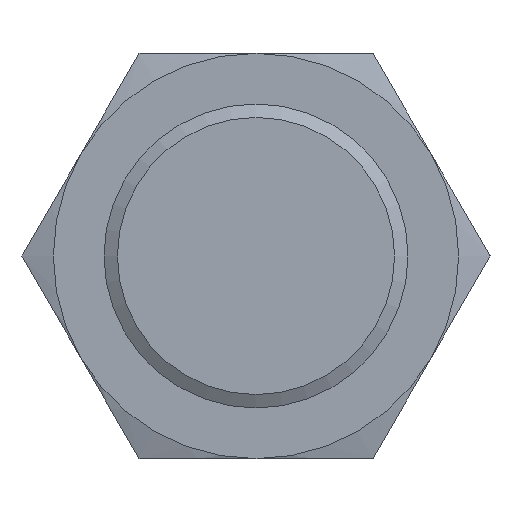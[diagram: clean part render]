
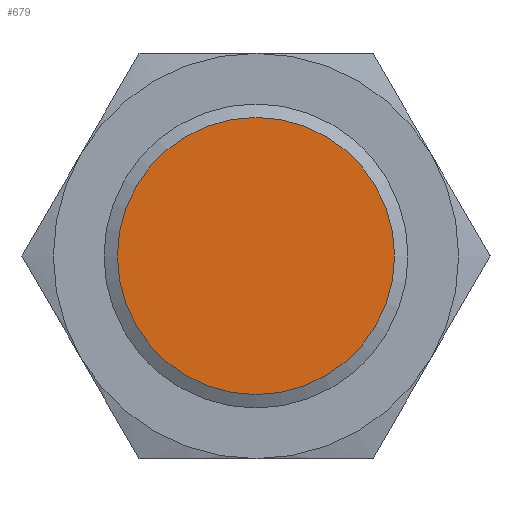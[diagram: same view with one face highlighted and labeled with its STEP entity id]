
A CAD part, front view. The second image highlights one B-rep face of the part: STEP entity #679.
In plain terms, the highlighted planar face has unit normal (0, -1, 0).
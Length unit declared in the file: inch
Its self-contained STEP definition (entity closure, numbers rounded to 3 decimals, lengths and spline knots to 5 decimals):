
#10 = CARTESIAN_POINT ( 'NONE',  ( 0., -1.9685, 0. ) ) ;
#88 = EDGE_CURVE ( 'NONE', #1794, #1794, #1050, .T. ) ;
#176 = DIRECTION ( 'NONE',  ( 0., -1., 0. ) ) ;
#382 = DIRECTION ( 'NONE',  ( 0., -1., 0. ) ) ;
#485 = ORIENTED_EDGE ( 'NONE', *, *, #88, .T. ) ;
#556 = DIRECTION ( 'NONE',  ( 0., 0., -1. ) ) ;
#567 = FACE_OUTER_BOUND ( 'NONE', #1100, .T. ) ;
#631 = DIRECTION ( 'NONE',  ( 0., 0., -1. ) ) ;
#679 = ADVANCED_FACE ( 'NONE', ( #567 ), #2127, .T. ) ;
#1050 = CIRCLE ( 'NONE', #1092, 0.32296 ) ;
#1092 = AXIS2_PLACEMENT_3D ( 'NONE', #2520, #176, #631 ) ;
#1100 = EDGE_LOOP ( 'NONE', ( #485 ) ) ;
#1237 = CARTESIAN_POINT ( 'NONE',  ( 0., -1.9685, -0.32296 ) ) ;
#1794 = VERTEX_POINT ( 'NONE', #1237 ) ;
#2127 = PLANE ( 'NONE',  #2209 ) ;
#2209 = AXIS2_PLACEMENT_3D ( 'NONE', #10, #382, #556 ) ;
#2520 = CARTESIAN_POINT ( 'NONE',  ( 0., -1.9685, 0. ) ) ;
